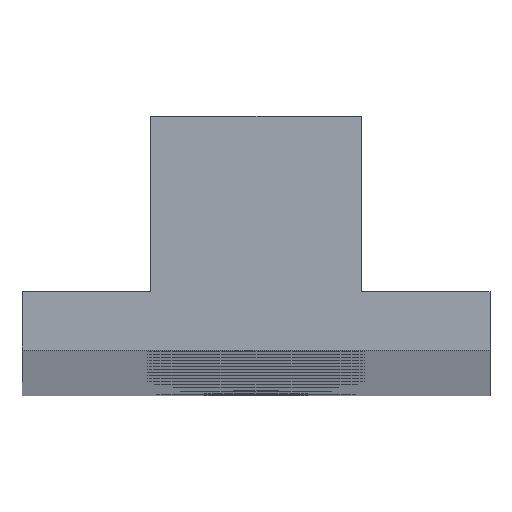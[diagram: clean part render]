
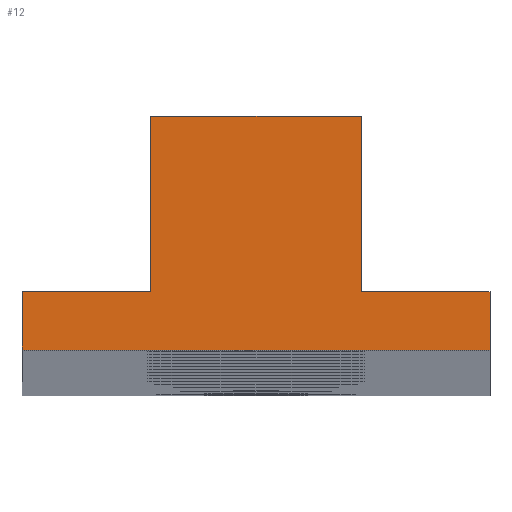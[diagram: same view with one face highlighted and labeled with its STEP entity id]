
A CAD part, top view. The second image highlights one B-rep face of the part: STEP entity #12.
In plain terms, the highlighted planar face has unit normal (0, 0, 1).
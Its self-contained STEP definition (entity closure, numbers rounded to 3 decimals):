
#12 = ADVANCED_FACE ( 'NONE', ( #2209 ), #1182, .T. ) ;
#17 = ORIENTED_EDGE ( 'NONE', *, *, #1680, .T. ) ;
#35 = CARTESIAN_POINT ( 'NONE',  ( -20., 0., 0. ) ) ;
#74 = EDGE_CURVE ( 'NONE', #1312, #2414, #1899, .T. ) ;
#95 = EDGE_CURVE ( 'NONE', #2414, #1294, #2040, .T. ) ;
#98 = CARTESIAN_POINT ( 'NONE',  ( 9., 20., 0. ) ) ;
#103 = CARTESIAN_POINT ( 'NONE',  ( -9., 5., 0. ) ) ;
#109 = CARTESIAN_POINT ( 'NONE',  ( 20., 5., 0. ) ) ;
#127 = DIRECTION ( 'NONE',  ( 1., 0., 0. ) ) ;
#162 = CARTESIAN_POINT ( 'NONE',  ( 20., 5., 0. ) ) ;
#242 = CARTESIAN_POINT ( 'NONE',  ( 20., 0., 0. ) ) ;
#272 = CARTESIAN_POINT ( 'NONE',  ( -20., 0., 0. ) ) ;
#366 = LINE ( 'NONE', #272, #507 ) ;
#488 = CARTESIAN_POINT ( 'NONE',  ( 20., 0., 0. ) ) ;
#507 = VECTOR ( 'NONE', #710, 1000. ) ;
#517 = CARTESIAN_POINT ( 'NONE',  ( 0., 0., 0. ) ) ;
#530 = VERTEX_POINT ( 'NONE', #109 ) ;
#559 = ORIENTED_EDGE ( 'NONE', *, *, #1816, .T. ) ;
#664 = ORIENTED_EDGE ( 'NONE', *, *, #1679, .T. ) ;
#682 = CARTESIAN_POINT ( 'NONE',  ( -20., 0., 0. ) ) ;
#702 = EDGE_CURVE ( 'NONE', #2359, #1312, #2266, .T. ) ;
#710 = DIRECTION ( 'NONE',  ( 1., 0., 0. ) ) ;
#797 = CARTESIAN_POINT ( 'NONE',  ( -20., 5., 0. ) ) ;
#860 = AXIS2_PLACEMENT_3D ( 'NONE', #517, #1417, #127 ) ;
#907 = VECTOR ( 'NONE', #1077, 1000. ) ;
#927 = DIRECTION ( 'NONE',  ( 0., -1., 0. ) ) ;
#950 = DIRECTION ( 'NONE',  ( 0., 1., 0. ) ) ;
#1060 = VECTOR ( 'NONE', #1836, 1000. ) ;
#1071 = VECTOR ( 'NONE', #1145, 1000. ) ;
#1077 = DIRECTION ( 'NONE',  ( -1., 0., 0. ) ) ;
#1145 = DIRECTION ( 'NONE',  ( 0., 1., 0. ) ) ;
#1162 = CARTESIAN_POINT ( 'NONE',  ( 9., 5., 0. ) ) ;
#1182 = PLANE ( 'NONE',  #860 ) ;
#1211 = VECTOR ( 'NONE', #927, 1000. ) ;
#1294 = VERTEX_POINT ( 'NONE', #797 ) ;
#1312 = VERTEX_POINT ( 'NONE', #2101 ) ;
#1406 = ORIENTED_EDGE ( 'NONE', *, *, #702, .T. ) ;
#1417 = DIRECTION ( 'NONE',  ( 0., 0., 1. ) ) ;
#1447 = VERTEX_POINT ( 'NONE', #2184 ) ;
#1490 = CARTESIAN_POINT ( 'NONE',  ( 9., 20., 0. ) ) ;
#1497 = VERTEX_POINT ( 'NONE', #242 ) ;
#1509 = EDGE_LOOP ( 'NONE', ( #2444, #559, #1543, #1406, #1708, #2511, #17, #664 ) ) ;
#1529 = VERTEX_POINT ( 'NONE', #682 ) ;
#1534 = VECTOR ( 'NONE', #2711, 1000. ) ;
#1543 = ORIENTED_EDGE ( 'NONE', *, *, #2710, .T. ) ;
#1636 = LINE ( 'NONE', #488, #1071 ) ;
#1679 = EDGE_CURVE ( 'NONE', #1529, #1497, #366, .T. ) ;
#1680 = EDGE_CURVE ( 'NONE', #1294, #1529, #2666, .T. ) ;
#1698 = LINE ( 'NONE', #162, #907 ) ;
#1708 = ORIENTED_EDGE ( 'NONE', *, *, #74, .T. ) ;
#1745 = VECTOR ( 'NONE', #2442, 1000. ) ;
#1816 = EDGE_CURVE ( 'NONE', #530, #1447, #1698, .T. ) ;
#1836 = DIRECTION ( 'NONE',  ( -1., 0., 0. ) ) ;
#1899 = LINE ( 'NONE', #103, #1534 ) ;
#1963 = EDGE_CURVE ( 'NONE', #1497, #530, #1636, .T. ) ;
#2037 = CARTESIAN_POINT ( 'NONE',  ( -20., 5., 0. ) ) ;
#2040 = LINE ( 'NONE', #2037, #1060 ) ;
#2101 = CARTESIAN_POINT ( 'NONE',  ( -9., 20., 0. ) ) ;
#2184 = CARTESIAN_POINT ( 'NONE',  ( 9., 5., 0. ) ) ;
#2209 = FACE_OUTER_BOUND ( 'NONE', #1509, .T. ) ;
#2266 = LINE ( 'NONE', #1490, #1745 ) ;
#2359 = VERTEX_POINT ( 'NONE', #98 ) ;
#2414 = VERTEX_POINT ( 'NONE', #2805 ) ;
#2442 = DIRECTION ( 'NONE',  ( -1., 0., 0. ) ) ;
#2444 = ORIENTED_EDGE ( 'NONE', *, *, #1963, .T. ) ;
#2511 = ORIENTED_EDGE ( 'NONE', *, *, #95, .T. ) ;
#2547 = VECTOR ( 'NONE', #950, 1000. ) ;
#2666 = LINE ( 'NONE', #35, #1211 ) ;
#2710 = EDGE_CURVE ( 'NONE', #1447, #2359, #2752, .T. ) ;
#2711 = DIRECTION ( 'NONE',  ( 0., -1., 0. ) ) ;
#2752 = LINE ( 'NONE', #1162, #2547 ) ;
#2805 = CARTESIAN_POINT ( 'NONE',  ( -9., 5., 0. ) ) ;
